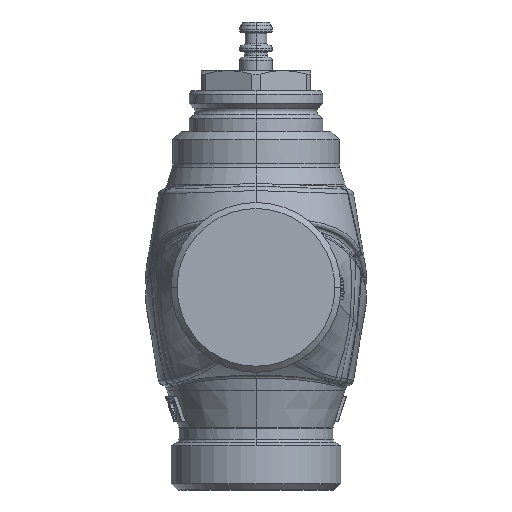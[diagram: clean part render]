
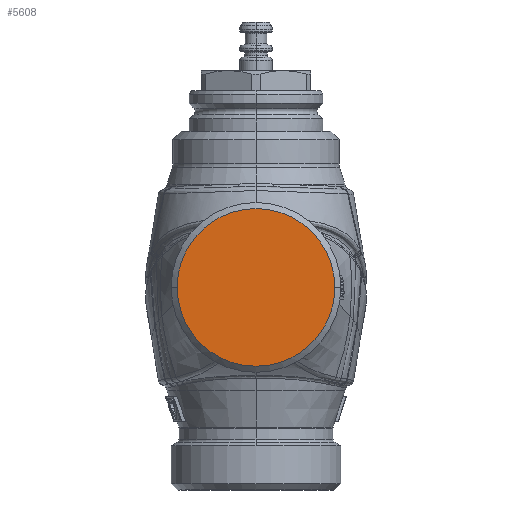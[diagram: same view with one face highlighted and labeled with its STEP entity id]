
A CAD part, left-side view. The second image highlights one B-rep face of the part: STEP entity #5608.
In plain terms, the highlighted planar face has unit normal (-1, 0, 0).
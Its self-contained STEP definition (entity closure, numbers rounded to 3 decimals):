
#5521=CARTESIAN_POINT('Axis2P3D Location',(-50.,0.,0.)) ;
#5527=CARTESIAN_POINT('Control Point',(-50.,0.,19.455)) ;
#5528=CARTESIAN_POINT('Control Point',(-50.,1.667,19.455)) ;
#5529=CARTESIAN_POINT('Control Point',(-50.,3.334,19.276)) ;
#5530=CARTESIAN_POINT('Control Point',(-50.,4.976,18.919)) ;
#5531=CARTESIAN_POINT('Control Point',(-50.,8.422,17.771)) ;
#5532=CARTESIAN_POINT('Control Point',(-50.,11.519,15.86)) ;
#5533=CARTESIAN_POINT('Control Point',(-50.,13.05,14.626)) ;
#5534=CARTESIAN_POINT('Control Point',(-50.,15.77,11.804)) ;
#5535=CARTESIAN_POINT('Control Point',(-50.,17.711,8.399)) ;
#5536=CARTESIAN_POINT('Control Point',(-50.,18.463,6.583)) ;
#5537=CARTESIAN_POINT('Control Point',(-50.,19.128,4.153)) ;
#5538=CARTESIAN_POINT('Control Point',(-50.,19.395,1.666)) ;
#5539=CARTESIAN_POINT('Control Point',(-50.,19.435,1.11)) ;
#5540=CARTESIAN_POINT('Control Point',(-50.,19.455,0.555)) ;
#5541=CARTESIAN_POINT('Control Point',(-50.,19.455,0.)) ;
#5542=CARTESIAN_POINT('Vertex',(-50.,0.,19.455)) ;
#5544=CARTESIAN_POINT('Vertex',(-50.,19.455,0.)) ;
#5548=CARTESIAN_POINT('Control Point',(-50.,19.455,0.)) ;
#5549=CARTESIAN_POINT('Control Point',(-50.,19.455,-1.945)) ;
#5550=CARTESIAN_POINT('Control Point',(-50.,19.212,-3.889)) ;
#5551=CARTESIAN_POINT('Control Point',(-50.,18.726,-5.794)) ;
#5552=CARTESIAN_POINT('Control Point',(-50.,17.288,-9.44)) ;
#5553=CARTESIAN_POINT('Control Point',(-50.,14.998,-12.621)) ;
#5554=CARTESIAN_POINT('Control Point',(-50.,13.659,-14.06)) ;
#5555=CARTESIAN_POINT('Control Point',(-50.,10.649,-16.571)) ;
#5556=CARTESIAN_POINT('Control Point',(-50.,7.114,-18.265)) ;
#5557=CARTESIAN_POINT('Control Point',(-50.,5.25,-18.886)) ;
#5558=CARTESIAN_POINT('Control Point',(-50.,3.053,-19.321)) ;
#5559=CARTESIAN_POINT('Control Point',(-50.,0.833,-19.44)) ;
#5560=CARTESIAN_POINT('Control Point',(-50.,0.555,-19.45)) ;
#5561=CARTESIAN_POINT('Control Point',(-50.,0.278,-19.455)) ;
#5562=CARTESIAN_POINT('Control Point',(-50.,0.,-19.455)) ;
#5563=CARTESIAN_POINT('Vertex',(-50.,0.,-19.455)) ;
#5567=CARTESIAN_POINT('Control Point',(-50.,0.,-19.455)) ;
#5568=CARTESIAN_POINT('Control Point',(-50.,-1.667,-19.455)) ;
#5569=CARTESIAN_POINT('Control Point',(-50.,-3.334,-19.276)) ;
#5570=CARTESIAN_POINT('Control Point',(-50.,-4.976,-18.919)) ;
#5571=CARTESIAN_POINT('Control Point',(-50.,-8.422,-17.771)) ;
#5572=CARTESIAN_POINT('Control Point',(-50.,-11.519,-15.86)) ;
#5573=CARTESIAN_POINT('Control Point',(-50.,-13.05,-14.626)) ;
#5574=CARTESIAN_POINT('Control Point',(-50.,-15.77,-11.804)) ;
#5575=CARTESIAN_POINT('Control Point',(-50.,-17.711,-8.399)) ;
#5576=CARTESIAN_POINT('Control Point',(-50.,-18.463,-6.583)) ;
#5577=CARTESIAN_POINT('Control Point',(-50.,-19.128,-4.153)) ;
#5578=CARTESIAN_POINT('Control Point',(-50.,-19.395,-1.666)) ;
#5579=CARTESIAN_POINT('Control Point',(-50.,-19.435,-1.11)) ;
#5580=CARTESIAN_POINT('Control Point',(-50.,-19.455,-0.555)) ;
#5581=CARTESIAN_POINT('Control Point',(-50.,-19.455,0.)) ;
#5582=CARTESIAN_POINT('Vertex',(-50.,-19.455,0.)) ;
#5586=CARTESIAN_POINT('Control Point',(-50.,-19.455,0.)) ;
#5587=CARTESIAN_POINT('Control Point',(-50.,-19.455,1.945)) ;
#5588=CARTESIAN_POINT('Control Point',(-50.,-19.212,3.889)) ;
#5589=CARTESIAN_POINT('Control Point',(-50.,-18.726,5.794)) ;
#5590=CARTESIAN_POINT('Control Point',(-50.,-17.288,9.44)) ;
#5591=CARTESIAN_POINT('Control Point',(-50.,-14.998,12.621)) ;
#5592=CARTESIAN_POINT('Control Point',(-50.,-13.659,14.06)) ;
#5593=CARTESIAN_POINT('Control Point',(-50.,-10.649,16.571)) ;
#5594=CARTESIAN_POINT('Control Point',(-50.,-7.114,18.265)) ;
#5595=CARTESIAN_POINT('Control Point',(-50.,-5.25,18.886)) ;
#5596=CARTESIAN_POINT('Control Point',(-50.,-3.053,19.321)) ;
#5597=CARTESIAN_POINT('Control Point',(-50.,-0.833,19.44)) ;
#5598=CARTESIAN_POINT('Control Point',(-50.,-0.555,19.45)) ;
#5599=CARTESIAN_POINT('Control Point',(-50.,-0.278,19.455)) ;
#5600=CARTESIAN_POINT('Control Point',(-50.,0.,19.455)) ;
#5522=DIRECTION('Axis2P3D Direction',(1.,0.,0.)) ;
#5523=DIRECTION('Axis2P3D XDirection',(0.,1.,0.)) ;
#5524=AXIS2_PLACEMENT_3D('Plane Axis2P3D',#5521,#5522,#5523) ;
#5525=PLANE('',#5524) ;
#5546=EDGE_CURVE('',#5543,#5545,#5526,.T.) ;
#5565=EDGE_CURVE('',#5545,#5564,#5547,.T.) ;
#5584=EDGE_CURVE('',#5564,#5583,#5566,.T.) ;
#5601=EDGE_CURVE('',#5583,#5543,#5585,.T.) ;
#5603=ORIENTED_EDGE('',*,*,#5546,.T.) ;
#5604=ORIENTED_EDGE('',*,*,#5565,.T.) ;
#5605=ORIENTED_EDGE('',*,*,#5584,.T.) ;
#5606=ORIENTED_EDGE('',*,*,#5601,.T.) ;
#5602=EDGE_LOOP('',(#5603,#5604,#5605,#5606)) ;
#5543=VERTEX_POINT('',#5542) ;
#5545=VERTEX_POINT('',#5544) ;
#5564=VERTEX_POINT('',#5563) ;
#5583=VERTEX_POINT('',#5582) ;
#5608=ADVANCED_FACE('PartBody',(#5607),#5525,.F.) ;
#5526=B_SPLINE_CURVE_WITH_KNOTS('',5,(#5527,#5528,#5529,#5530,#5531,#5532,#5533,#5534,#5535,#5536,#5537,#5538,#5539,#5540,#5541),.UNSPECIFIED.,.F.,.U.,(6,3,3,3,6),(43.218,55.005,68.757,82.508,86.434),.UNSPECIFIED.) ;
#5547=B_SPLINE_CURVE_WITH_KNOTS('',5,(#5548,#5549,#5550,#5551,#5552,#5553,#5554,#5555,#5556,#5557,#5558,#5559,#5560,#5561,#5562),.UNSPECIFIED.,.F.,.U.,(6,3,3,3,6),(0.,13.751,27.503,41.254,43.218),.UNSPECIFIED.) ;
#5566=B_SPLINE_CURVE_WITH_KNOTS('',5,(#5567,#5568,#5569,#5570,#5571,#5572,#5573,#5574,#5575,#5576,#5577,#5578,#5579,#5580,#5581),.UNSPECIFIED.,.F.,.U.,(6,3,3,3,6),(43.218,55.005,68.757,82.508,86.434),.UNSPECIFIED.) ;
#5585=B_SPLINE_CURVE_WITH_KNOTS('',5,(#5586,#5587,#5588,#5589,#5590,#5591,#5592,#5593,#5594,#5595,#5596,#5597,#5598,#5599,#5600),.UNSPECIFIED.,.F.,.U.,(6,3,3,3,6),(0.,13.751,27.503,41.254,43.218),.UNSPECIFIED.) ;
#5607=FACE_OUTER_BOUND('',#5602,.T.) ;
